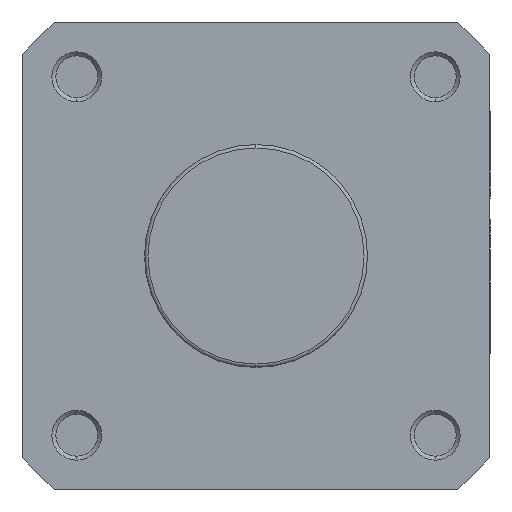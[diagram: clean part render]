
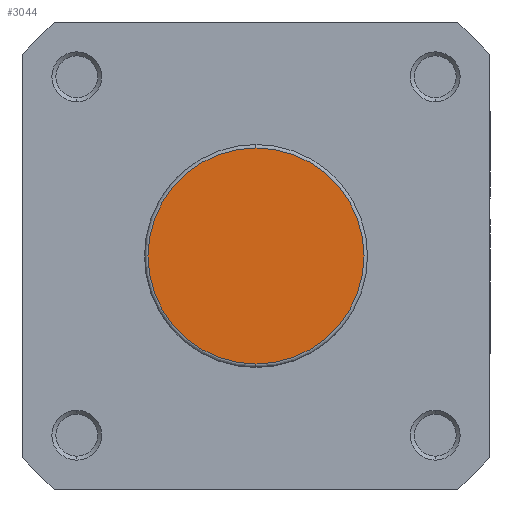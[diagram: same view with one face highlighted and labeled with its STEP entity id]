
A CAD part, left-side view. The second image highlights one B-rep face of the part: STEP entity #3044.
In plain terms, the highlighted planar face has unit normal (-1, 0, 0).
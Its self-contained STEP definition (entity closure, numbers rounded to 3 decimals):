
#221 = EDGE_LOOP ( 'NONE', ( #4199, #4176 ) ) ;
#469 = CARTESIAN_POINT ( 'NONE',  ( 0., 0., 0. ) ) ;
#470 = DIRECTION ( 'NONE',  ( -1., 0., 0. ) ) ;
#471 = DIRECTION ( 'NONE',  ( 0., 0., -1. ) ) ;
#802 = CARTESIAN_POINT ( 'NONE',  ( 0., 0., 0. ) ) ;
#809 = DIRECTION ( 'NONE',  ( -1., 0., 0. ) ) ;
#810 = DIRECTION ( 'NONE',  ( 0., 0., -1. ) ) ;
#1134 = CARTESIAN_POINT ( 'NONE',  ( 0., 0., -21.7 ) ) ;
#1135 = CARTESIAN_POINT ( 'NONE',  ( 0., 0., 21.7 ) ) ;
#2158 = CARTESIAN_POINT ( 'NONE',  ( 0., 22.4, 0. ) ) ;
#2159 = PLANE ( 'NONE',  #5574 ) ;
#2160 = DIRECTION ( 'NONE',  ( 1., 0., 0. ) ) ;
#2161 = DIRECTION ( 'NONE',  ( 0., 0., -1. ) ) ;
#3044 = ADVANCED_FACE ( 'NONE', ( #3342 ), #2159, .F. ) ;
#3342 = FACE_OUTER_BOUND ( 'NONE', #221, .T. ) ;
#3859 = CIRCLE ( 'NONE', #5725, 21.7 ) ;
#4081 = CIRCLE ( 'NONE', #5780, 21.7 ) ;
#4176 = ORIENTED_EDGE ( 'NONE', *, *, #5179, .T. ) ;
#4199 = ORIENTED_EDGE ( 'NONE', *, *, #5320, .T. ) ;
#5179 = EDGE_CURVE ( 'NONE', #5965, #5964, #3859, .T. ) ;
#5320 = EDGE_CURVE ( 'NONE', #5964, #5965, #4081, .T. ) ;
#5574 = AXIS2_PLACEMENT_3D ( 'NONE', #2158, #2160, #2161 ) ;
#5725 = AXIS2_PLACEMENT_3D ( 'NONE', #469, #470, #471 ) ;
#5780 = AXIS2_PLACEMENT_3D ( 'NONE', #802, #809, #810 ) ;
#5964 = VERTEX_POINT ( 'NONE', #1134 ) ;
#5965 = VERTEX_POINT ( 'NONE', #1135 ) ;
